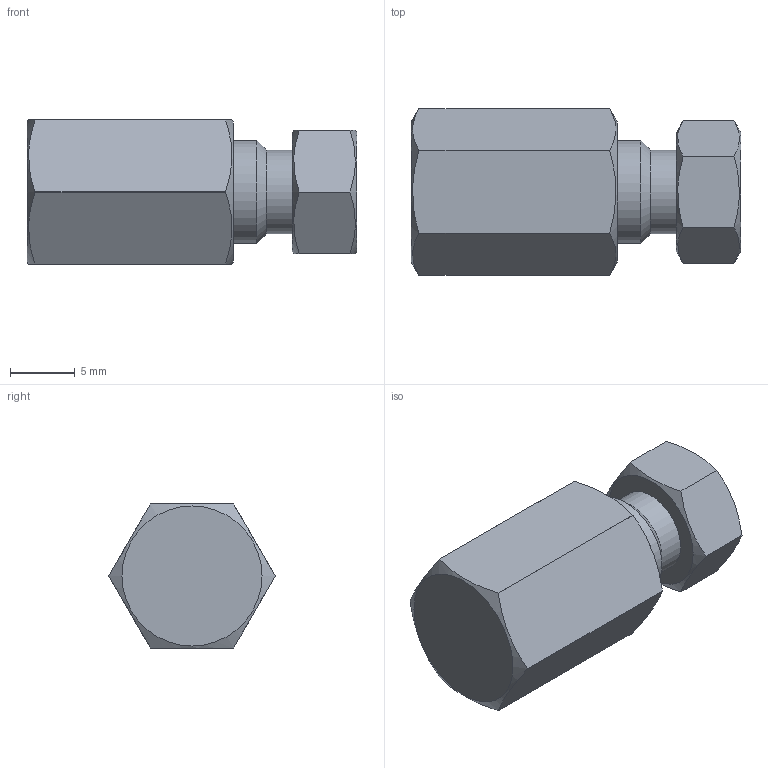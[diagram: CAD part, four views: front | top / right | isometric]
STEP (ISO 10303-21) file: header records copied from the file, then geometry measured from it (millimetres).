
FILE_DESCRIPTION((''),'2;1');
FILE_NAME('305040-ZC2 Cap.stp','2013-08-21T13:59:06',('Franzp'),(''),'Autodesk Inventor 2013','Autodesk Inventor 2013','');
FILE_SCHEMA(('AUTOMOTIVE_DESIGN { 1 0 10303 214 1 1 1 1 }'));
Length unit declared in the file: millimetre
Products named in the file (1): 305040_Shrinkwrap_1
Bounding box: 25.4 x 12.83 x 11.11 mm (x, y, z)
Surface area: 1413.3 mm2 (no closed solid volume)
Topology: 0 solids, 4 shells, 27 faces, 82 edges, 54 vertices
Faces by surface type: plane 17, cone 7, cylinder 3
Full cylindrical faces by diameter (mm): 3.3 x1, 6.477 x1, 7.938 x1
Entity records: 878 total; most frequent: CARTESIAN_POINT 196, DIRECTION 128, ORIENTED_EDGE 108, EDGE_CURVE 69, AXIS2_PLACEMENT_3D 55, VERTEX_POINT 51, EDGE_LOOP 40, CIRCLE 27
